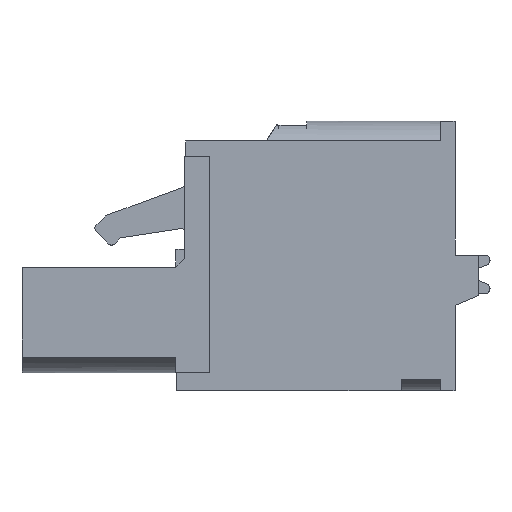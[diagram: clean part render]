
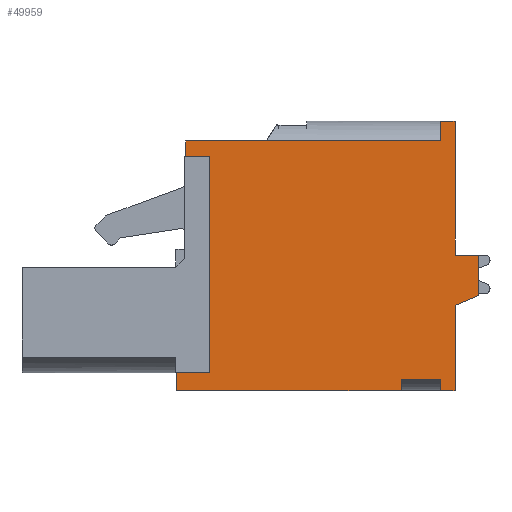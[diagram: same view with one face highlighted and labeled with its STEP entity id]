
A CAD part, left-side view. The second image highlights one B-rep face of the part: STEP entity #49959.
In plain terms, the highlighted planar face has unit normal (-1, 0, 0).
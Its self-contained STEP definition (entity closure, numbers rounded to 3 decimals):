
#4752=ORIENTED_EDGE('',*,*,#18985,.T.);
#4753=ORIENTED_EDGE('',*,*,#16428,.T.);
#4754=ORIENTED_EDGE('',*,*,#17660,.T.);
#4755=ORIENTED_EDGE('',*,*,#17229,.T.);
#4756=ORIENTED_EDGE('',*,*,#18986,.T.);
#4757=ORIENTED_EDGE('',*,*,#17063,.T.);
#4758=ORIENTED_EDGE('',*,*,#17548,.F.);
#4759=ORIENTED_EDGE('',*,*,#17400,.F.);
#4760=ORIENTED_EDGE('',*,*,#18987,.T.);
#4761=ORIENTED_EDGE('',*,*,#18969,.T.);
#4762=ORIENTED_EDGE('',*,*,#18988,.T.);
#4763=ORIENTED_EDGE('',*,*,#18989,.F.);
#4764=ORIENTED_EDGE('',*,*,#16725,.T.);
#4765=ORIENTED_EDGE('',*,*,#18990,.T.);
#4766=ORIENTED_EDGE('',*,*,#18991,.T.);
#4767=ORIENTED_EDGE('',*,*,#18992,.F.);
#4768=ORIENTED_EDGE('',*,*,#18993,.F.);
#4769=ORIENTED_EDGE('',*,*,#17499,.T.);
#16428=EDGE_CURVE('',#23845,#23844,#28725,.T.);
#16725=EDGE_CURVE('',#24142,#24141,#28946,.T.);
#17063=EDGE_CURVE('',#24480,#24479,#29282,.T.);
#17229=EDGE_CURVE('',#24646,#24645,#29448,.T.);
#17400=EDGE_CURVE('',#24815,#24816,#29619,.T.);
#17499=EDGE_CURVE('',#24915,#24914,#29718,.T.);
#17548=EDGE_CURVE('',#24816,#24479,#29752,.T.);
#17660=EDGE_CURVE('',#23844,#24646,#29864,.T.);
#18969=EDGE_CURVE('',#25858,#25857,#30832,.T.);
#18985=EDGE_CURVE('',#24914,#23845,#30838,.T.);
#18986=EDGE_CURVE('',#24645,#24480,#30839,.T.);
#18987=EDGE_CURVE('',#24815,#25858,#30840,.T.);
#18988=EDGE_CURVE('',#25857,#25866,#30841,.T.);
#18989=EDGE_CURVE('',#24142,#25866,#30842,.T.);
#18990=EDGE_CURVE('',#24141,#25867,#30843,.T.);
#18991=EDGE_CURVE('',#25867,#25868,#30844,.T.);
#18992=EDGE_CURVE('',#25869,#25868,#30845,.T.);
#18993=EDGE_CURVE('',#24915,#25869,#30846,.T.);
#23844=VERTEX_POINT('',#69138);
#23845=VERTEX_POINT('',#69140);
#24141=VERTEX_POINT('',#69733);
#24142=VERTEX_POINT('',#69735);
#24479=VERTEX_POINT('',#70430);
#24480=VERTEX_POINT('',#70432);
#24645=VERTEX_POINT('',#70763);
#24646=VERTEX_POINT('',#70765);
#24815=VERTEX_POINT('',#71105);
#24816=VERTEX_POINT('',#71107);
#24914=VERTEX_POINT('',#71304);
#24915=VERTEX_POINT('',#71306);
#25857=VERTEX_POINT('',#74223);
#25858=VERTEX_POINT('',#74225);
#25866=VERTEX_POINT('',#74257);
#25867=VERTEX_POINT('',#74260);
#25868=VERTEX_POINT('',#74262);
#25869=VERTEX_POINT('',#74264);
#28725=LINE('',#69139,#35216);
#28946=LINE('',#69734,#35437);
#29282=LINE('',#70431,#35773);
#29448=LINE('',#70764,#35939);
#29619=LINE('',#71106,#36110);
#29718=LINE('',#71305,#36209);
#29752=LINE('',#71402,#36243);
#29864=LINE('',#71589,#36355);
#30832=LINE('',#74224,#37323);
#30838=LINE('',#74253,#37329);
#30839=LINE('',#74254,#37330);
#30840=LINE('',#74255,#37331);
#30841=LINE('',#74256,#37332);
#30842=LINE('',#74258,#37333);
#30843=LINE('',#74259,#37334);
#30844=LINE('',#74261,#37335);
#30845=LINE('',#74263,#37336);
#30846=LINE('',#74265,#37337);
#35216=VECTOR('',#55661,1000.);
#35437=VECTOR('',#56036,1000.);
#35773=VECTOR('',#56418,1000.);
#35939=VECTOR('',#56586,1000.);
#36110=VECTOR('',#56759,1000.);
#36209=VECTOR('',#56860,1000.);
#36243=VECTOR('',#56944,1000.);
#36355=VECTOR('',#57058,1000.);
#37323=VECTOR('',#59410,1000.);
#37329=VECTOR('',#59446,1000.);
#37330=VECTOR('',#59447,1000.);
#37331=VECTOR('',#59448,1000.);
#37332=VECTOR('',#59449,1000.);
#37333=VECTOR('',#59450,1000.);
#37334=VECTOR('',#59451,1000.);
#37335=VECTOR('',#59452,1000.);
#37336=VECTOR('',#59453,1000.);
#37337=VECTOR('',#59454,1000.);
#42162=EDGE_LOOP('',(#4752,#4753,#4754,#4755,#4756,#4757,#4758,#4759,#4760,
#4761,#4762,#4763,#4764,#4765,#4766,#4767,#4768,#4769));
#45013=FACE_BOUND('',#42162,.T.);
#47697=PLANE('',#52957);
#49959=ADVANCED_FACE('',(#45013),#47697,.T.);
#52957=AXIS2_PLACEMENT_3D('',#74252,#59444,#59445);
#55661=DIRECTION('',(0.,1.,0.));
#56036=DIRECTION('',(0.,0.,1.));
#56418=DIRECTION('',(0.,1.,0.));
#56586=DIRECTION('',(0.,-1.,0.));
#56759=DIRECTION('',(0.,1.,0.));
#56860=DIRECTION('',(0.,1.,0.));
#56944=DIRECTION('',(0.,0.,1.));
#57058=DIRECTION('',(0.,0.,-1.));
#59410=DIRECTION('',(0.,-1.,0.));
#59444=DIRECTION('',(-1.,0.,0.));
#59445=DIRECTION('',(0.,0.,1.));
#59446=DIRECTION('',(0.,0.,-1.));
#59447=DIRECTION('',(0.,0.,-1.));
#59448=DIRECTION('',(0.,0.,1.));
#59449=DIRECTION('',(0.,0.,-1.));
#59450=DIRECTION('',(0.,1.,0.));
#59451=DIRECTION('',(0.,-0.921,0.39));
#59452=DIRECTION('',(0.,0.,1.));
#59453=DIRECTION('',(0.,-1.,0.));
#59454=DIRECTION('',(0.,0.,-1.));
#69138=CARTESIAN_POINT('',(-48.26,7.9,6.4));
#69139=CARTESIAN_POINT('',(-48.26,3.4,6.4));
#69140=CARTESIAN_POINT('',(-48.26,-6.3,6.4));
#69733=CARTESIAN_POINT('',(-48.26,-7.1,-2.75));
#69734=CARTESIAN_POINT('',(-48.26,-7.1,-7.5));
#69735=CARTESIAN_POINT('',(-48.26,-7.1,-7.5));
#70430=CARTESIAN_POINT('',(-48.26,8.4,-6.5));
#70431=CARTESIAN_POINT('',(-48.26,8.4,-6.5));
#70432=CARTESIAN_POINT('',(-48.26,6.57,-6.5));
#70763=CARTESIAN_POINT('',(-48.26,6.57,5.55));
#70764=CARTESIAN_POINT('',(-48.26,7.9,5.55));
#70765=CARTESIAN_POINT('',(-48.26,7.9,5.55));
#71105=CARTESIAN_POINT('',(-48.26,-4.1,-7.5));
#71106=CARTESIAN_POINT('',(-48.26,-8.4,-7.5));
#71107=CARTESIAN_POINT('',(-48.26,8.4,-7.5));
#71304=CARTESIAN_POINT('',(-48.26,-6.3,7.5));
#71305=CARTESIAN_POINT('',(-48.26,-8.4,7.5));
#71306=CARTESIAN_POINT('',(-48.26,-7.1,7.5));
#71402=CARTESIAN_POINT('',(-48.26,8.4,-7.5));
#71589=CARTESIAN_POINT('',(-48.26,7.9,6.4));
#74223=CARTESIAN_POINT('',(-48.26,-6.3,-6.9));
#74224=CARTESIAN_POINT('',(-48.26,-4.1,-6.9));
#74225=CARTESIAN_POINT('',(-48.26,-4.1,-6.9));
#74252=CARTESIAN_POINT('',(-48.26,-8.4,-7.5));
#74253=CARTESIAN_POINT('',(-48.26,-6.3,7.701));
#74254=CARTESIAN_POINT('',(-48.26,6.57,5.55));
#74255=CARTESIAN_POINT('',(-48.26,-4.1,-7.5));
#74256=CARTESIAN_POINT('',(-48.26,-6.3,-6.9));
#74257=CARTESIAN_POINT('',(-48.26,-6.3,-7.5));
#74258=CARTESIAN_POINT('',(-48.26,-8.4,-7.5));
#74259=CARTESIAN_POINT('',(-48.26,-7.1,-2.75));
#74260=CARTESIAN_POINT('',(-48.26,-8.4,-2.2));
#74261=CARTESIAN_POINT('',(-48.26,-8.4,-7.5));
#74262=CARTESIAN_POINT('',(-48.26,-8.4,0.05));
#74263=CARTESIAN_POINT('',(-48.26,-8.4,0.05));
#74264=CARTESIAN_POINT('',(-48.26,-7.1,0.05));
#74265=CARTESIAN_POINT('',(-48.26,-7.1,7.5));
